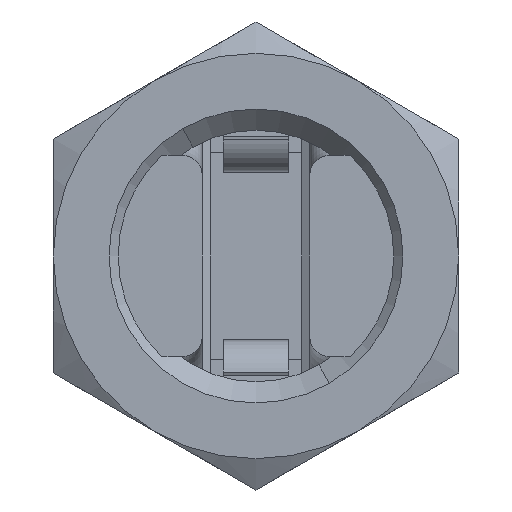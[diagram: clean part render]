
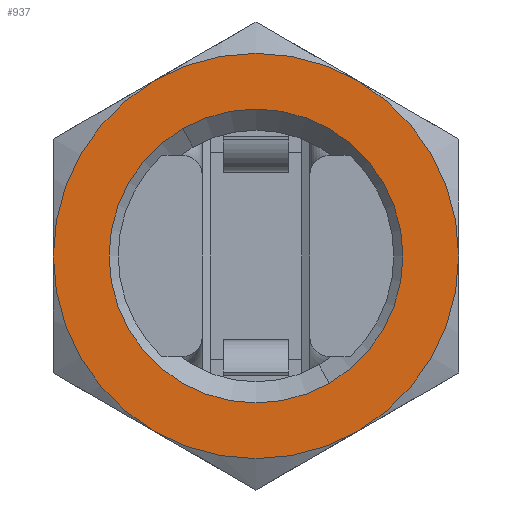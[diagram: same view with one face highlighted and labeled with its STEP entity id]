
A CAD part, front view. The second image highlights one B-rep face of the part: STEP entity #937.
In plain terms, the highlighted planar face has unit normal (0, -1, 0).
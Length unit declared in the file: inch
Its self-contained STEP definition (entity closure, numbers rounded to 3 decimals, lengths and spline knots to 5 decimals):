
#20 = AXIS2_PLACEMENT_3D ( 'NONE', #1917, #2149, #799 ) ;
#27 = CARTESIAN_POINT ( 'NONE',  ( -0.15625, 0.088, 0.27063 ) ) ;
#111 = DIRECTION ( 'NONE',  ( 0., 1., 0. ) ) ;
#237 = DIRECTION ( 'NONE',  ( 0., -1., 0. ) ) ;
#243 = EDGE_CURVE ( 'NONE', #2109, #3134, #2575, .T. ) ;
#260 = AXIS2_PLACEMENT_3D ( 'NONE', #1277, #1566, #2403 ) ;
#338 = DIRECTION ( 'NONE',  ( 0., 1., 0. ) ) ;
#376 = FACE_OUTER_BOUND ( 'NONE', #3181, .T. ) ;
#442 = DIRECTION ( 'NONE',  ( 0., 1., 0. ) ) ;
#468 = VERTEX_POINT ( 'NONE', #1667 ) ;
#537 = EDGE_CURVE ( 'NONE', #1737, #1084, #1665, .T. ) ;
#585 = ORIENTED_EDGE ( 'NONE', *, *, #2820, .T. ) ;
#643 = PLANE ( 'NONE',  #1710 ) ;
#665 = DIRECTION ( 'NONE',  ( 0., -1., 0. ) ) ;
#689 = ORIENTED_EDGE ( 'NONE', *, *, #1504, .T. ) ;
#799 = DIRECTION ( 'NONE',  ( 0.5, 0., -0.866 ) ) ;
#834 = ORIENTED_EDGE ( 'NONE', *, *, #3098, .T. ) ;
#916 = ORIENTED_EDGE ( 'NONE', *, *, #2115, .T. ) ;
#931 = CARTESIAN_POINT ( 'NONE',  ( 0., 0.088, 0. ) ) ;
#933 = ORIENTED_EDGE ( 'NONE', *, *, #537, .T. ) ;
#934 = ORIENTED_EDGE ( 'NONE', *, *, #2513, .T. ) ;
#937 = ADVANCED_FACE ( 'NONE', ( #3085, #376 ), #643, .F. ) ;
#944 = AXIS2_PLACEMENT_3D ( 'NONE', #1791, #442, #1491 ) ;
#1009 = EDGE_LOOP ( 'NONE', ( #2674, #3261 ) ) ;
#1016 = DIRECTION ( 'NONE',  ( 0.5, 0., -0.866 ) ) ;
#1056 = DIRECTION ( 'NONE',  ( 0.5, 0., -0.866 ) ) ;
#1073 = CARTESIAN_POINT ( 'NONE',  ( 0.11328, 0.088, -0.19621 ) ) ;
#1084 = VERTEX_POINT ( 'NONE', #27 ) ;
#1096 = DIRECTION ( 'NONE',  ( 0.5, 0., -0.866 ) ) ;
#1196 = CIRCLE ( 'NONE', #2626, 0.3125 ) ;
#1220 = CARTESIAN_POINT ( 'NONE',  ( 0., 0.088, 0. ) ) ;
#1277 = CARTESIAN_POINT ( 'NONE',  ( 0., 0.088, 0. ) ) ;
#1491 = DIRECTION ( 'NONE',  ( 0.5, 0., -0.866 ) ) ;
#1492 = AXIS2_PLACEMENT_3D ( 'NONE', #1220, #338, #3325 ) ;
#1504 = EDGE_CURVE ( 'NONE', #1084, #3050, #3082, .T. ) ;
#1566 = DIRECTION ( 'NONE',  ( 0., -1., 0. ) ) ;
#1605 = CARTESIAN_POINT ( 'NONE',  ( 0., 0.088, 0. ) ) ;
#1665 = CIRCLE ( 'NONE', #20, 0.3125 ) ;
#1667 = CARTESIAN_POINT ( 'NONE',  ( -0.15625, 0.088, -0.27063 ) ) ;
#1688 = CIRCLE ( 'NONE', #2719, 0.3125 ) ;
#1710 = AXIS2_PLACEMENT_3D ( 'NONE', #2549, #111, #1759 ) ;
#1737 = VERTEX_POINT ( 'NONE', #2739 ) ;
#1759 = DIRECTION ( 'NONE',  ( -0.866, 0., -0.5 ) ) ;
#1791 = CARTESIAN_POINT ( 'NONE',  ( 0., 0.088, 0. ) ) ;
#1829 = AXIS2_PLACEMENT_3D ( 'NONE', #931, #665, #3049 ) ;
#1909 = DIRECTION ( 'NONE',  ( 0., -1., 0. ) ) ;
#1917 = CARTESIAN_POINT ( 'NONE',  ( 0., 0.088, 0. ) ) ;
#2109 = VERTEX_POINT ( 'NONE', #3507 ) ;
#2115 = EDGE_CURVE ( 'NONE', #3050, #468, #2386, .T. ) ;
#2149 = DIRECTION ( 'NONE',  ( 0., -1., 0. ) ) ;
#2306 = CIRCLE ( 'NONE', #260, 0.3125 ) ;
#2386 = CIRCLE ( 'NONE', #3302, 0.3125 ) ;
#2403 = DIRECTION ( 'NONE',  ( 0.5, 0., -0.866 ) ) ;
#2426 = CARTESIAN_POINT ( 'NONE',  ( 0., 0.088, 0. ) ) ;
#2431 = CARTESIAN_POINT ( 'NONE',  ( 0., 0.088, 0. ) ) ;
#2440 = VERTEX_POINT ( 'NONE', #2943 ) ;
#2513 = EDGE_CURVE ( 'NONE', #468, #2981, #2306, .T. ) ;
#2549 = CARTESIAN_POINT ( 'NONE',  ( 0., 0.088, 0. ) ) ;
#2575 = CIRCLE ( 'NONE', #1492, 0.22656 ) ;
#2626 = AXIS2_PLACEMENT_3D ( 'NONE', #1605, #3508, #1056 ) ;
#2674 = ORIENTED_EDGE ( 'NONE', *, *, #243, .T. ) ;
#2689 = EDGE_CURVE ( 'NONE', #3134, #2109, #3501, .T. ) ;
#2719 = AXIS2_PLACEMENT_3D ( 'NONE', #2431, #237, #1096 ) ;
#2739 = CARTESIAN_POINT ( 'NONE',  ( 0.15625, 0.088, 0.27063 ) ) ;
#2820 = EDGE_CURVE ( 'NONE', #2981, #2440, #1688, .T. ) ;
#2896 = CARTESIAN_POINT ( 'NONE',  ( -0.3125, 0.088, 0. ) ) ;
#2943 = CARTESIAN_POINT ( 'NONE',  ( 0.3125, 0.088, 0. ) ) ;
#2981 = VERTEX_POINT ( 'NONE', #3087 ) ;
#3049 = DIRECTION ( 'NONE',  ( -0.5, 0., 0.866 ) ) ;
#3050 = VERTEX_POINT ( 'NONE', #2896 ) ;
#3082 = CIRCLE ( 'NONE', #1829, 0.3125 ) ;
#3085 = FACE_BOUND ( 'NONE', #1009, .T. ) ;
#3087 = CARTESIAN_POINT ( 'NONE',  ( 0.15625, 0.088, -0.27063 ) ) ;
#3098 = EDGE_CURVE ( 'NONE', #2440, #1737, #1196, .T. ) ;
#3134 = VERTEX_POINT ( 'NONE', #1073 ) ;
#3181 = EDGE_LOOP ( 'NONE', ( #934, #585, #834, #933, #689, #916 ) ) ;
#3261 = ORIENTED_EDGE ( 'NONE', *, *, #2689, .T. ) ;
#3302 = AXIS2_PLACEMENT_3D ( 'NONE', #2426, #1909, #1016 ) ;
#3325 = DIRECTION ( 'NONE',  ( 0.5, 0., -0.866 ) ) ;
#3501 = CIRCLE ( 'NONE', #944, 0.22656 ) ;
#3507 = CARTESIAN_POINT ( 'NONE',  ( -0.11328, 0.088, 0.19621 ) ) ;
#3508 = DIRECTION ( 'NONE',  ( 0., -1., 0. ) ) ;
